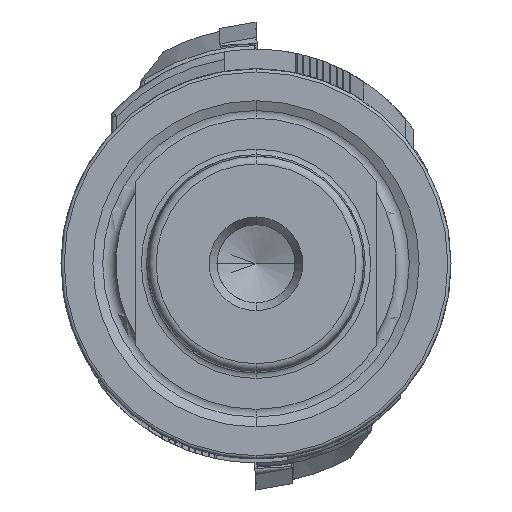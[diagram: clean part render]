
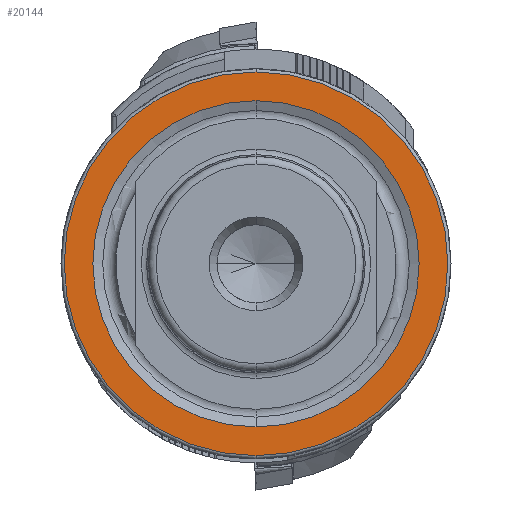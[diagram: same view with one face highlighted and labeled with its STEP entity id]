
A CAD part, left-side view. The second image highlights one B-rep face of the part: STEP entity #20144.
In plain terms, the highlighted planar face has unit normal (-1, 0, 0).
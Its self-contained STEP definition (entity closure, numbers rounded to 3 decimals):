
#208 = VERTEX_POINT ( 'NONE', #52397 ) ;
#324 = EDGE_CURVE ( 'NONE', #36740, #208, #13030, .T. ) ;
#2958 = DIRECTION ( 'NONE',  ( 0., 0., 1. ) ) ;
#3255 = CARTESIAN_POINT ( 'NONE',  ( 0., 0., 0. ) ) ;
#3954 = DIRECTION ( 'NONE',  ( -1., 0., 0. ) ) ;
#6601 = FACE_BOUND ( 'NONE', #18767, .T. ) ;
#9547 = DIRECTION ( 'NONE',  ( -1., 0., 0. ) ) ;
#10048 = CARTESIAN_POINT ( 'NONE',  ( 0., 10.459, 0. ) ) ;
#10219 = EDGE_CURVE ( 'NONE', #208, #36740, #40446, .T. ) ;
#10231 = DIRECTION ( 'NONE',  ( 1., 0., 0. ) ) ;
#13030 = CIRCLE ( 'NONE', #47050, 12.3 ) ;
#14241 = EDGE_CURVE ( 'NONE', #51987, #46855, #27367, .T. ) ;
#16416 = ORIENTED_EDGE ( 'NONE', *, *, #324, .T. ) ;
#16596 = EDGE_LOOP ( 'NONE', ( #20006, #16416 ) ) ;
#18767 = EDGE_LOOP ( 'NONE', ( #52028, #29052 ) ) ;
#18826 = DIRECTION ( 'NONE',  ( 0., 0., 1. ) ) ;
#20006 = ORIENTED_EDGE ( 'NONE', *, *, #10219, .T. ) ;
#20144 = ADVANCED_FACE ( 'NONE', ( #6601, #39167 ), #30576, .F. ) ;
#20361 = CARTESIAN_POINT ( 'NONE',  ( 0., 0., -10.459 ) ) ;
#22271 = DIRECTION ( 'NONE',  ( -1., 0., 0. ) ) ;
#26325 = CARTESIAN_POINT ( 'NONE',  ( 0., 0., 10.459 ) ) ;
#27246 = CIRCLE ( 'NONE', #46128, 10.459 ) ;
#27367 = CIRCLE ( 'NONE', #50176, 10.459 ) ;
#27407 = DIRECTION ( 'NONE',  ( -1., 0., 0. ) ) ;
#27578 = AXIS2_PLACEMENT_3D ( 'NONE', #10048, #10231, #38775 ) ;
#28387 = CARTESIAN_POINT ( 'NONE',  ( 0., 0., 0. ) ) ;
#29052 = ORIENTED_EDGE ( 'NONE', *, *, #14241, .F. ) ;
#30576 = PLANE ( 'NONE',  #27578 ) ;
#32477 = DIRECTION ( 'NONE',  ( 0., 0., 1. ) ) ;
#32789 = AXIS2_PLACEMENT_3D ( 'NONE', #51751, #27407, #2958 ) ;
#33954 = CARTESIAN_POINT ( 'NONE',  ( 0., 0., 0. ) ) ;
#36740 = VERTEX_POINT ( 'NONE', #40709 ) ;
#38073 = DIRECTION ( 'NONE',  ( 0., 0., 1. ) ) ;
#38775 = DIRECTION ( 'NONE',  ( 0., 0., -1. ) ) ;
#39167 = FACE_OUTER_BOUND ( 'NONE', #16596, .T. ) ;
#40446 = CIRCLE ( 'NONE', #32789, 12.3 ) ;
#40614 = EDGE_CURVE ( 'NONE', #46855, #51987, #27246, .T. ) ;
#40709 = CARTESIAN_POINT ( 'NONE',  ( 0., 0., -12.3 ) ) ;
#46128 = AXIS2_PLACEMENT_3D ( 'NONE', #33954, #9547, #38073 ) ;
#46855 = VERTEX_POINT ( 'NONE', #26325 ) ;
#47050 = AXIS2_PLACEMENT_3D ( 'NONE', #3255, #22271, #18826 ) ;
#50176 = AXIS2_PLACEMENT_3D ( 'NONE', #28387, #3954, #32477 ) ;
#51751 = CARTESIAN_POINT ( 'NONE',  ( 0., 0., 0. ) ) ;
#51987 = VERTEX_POINT ( 'NONE', #20361 ) ;
#52028 = ORIENTED_EDGE ( 'NONE', *, *, #40614, .F. ) ;
#52397 = CARTESIAN_POINT ( 'NONE',  ( 0., 0., 12.3 ) ) ;
